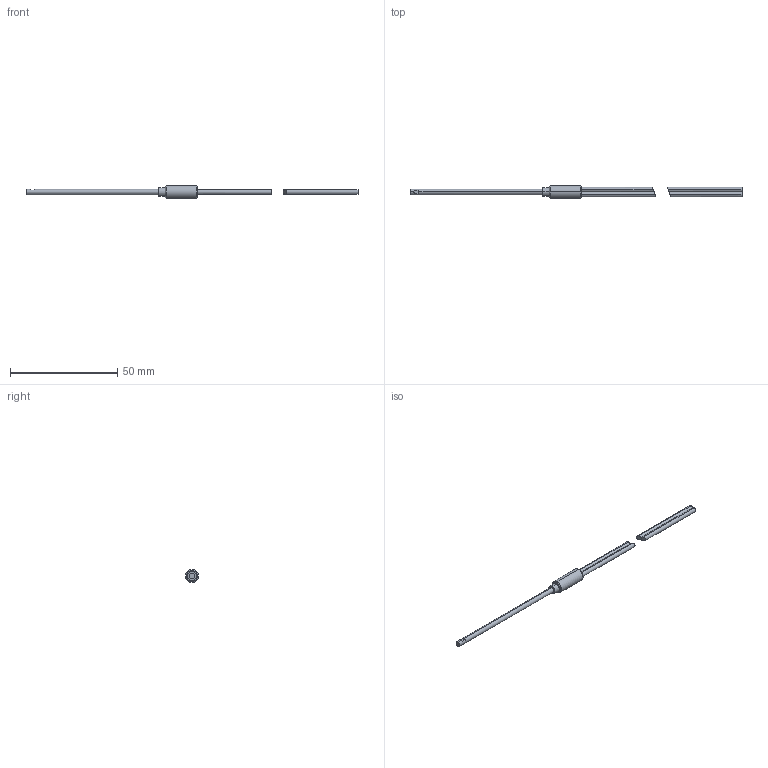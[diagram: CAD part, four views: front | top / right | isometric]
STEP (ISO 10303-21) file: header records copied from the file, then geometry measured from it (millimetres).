
FILE_DESCRIPTION (( 'STEP AP214' ), '1' );
FILE_NAME ('OPT2058.STEP', '2016-02-24T14:35:14', ( '' ), ( '' ), 'SwSTEP 2.0', 'SolidWorks 2014', '' );
FILE_SCHEMA (( 'AUTOMOTIVE_DESIGN' ));
Length unit declared in the file: inch
Products named in the file (3): OPT2058; 1; 2
Assembly tree (2 placements, depth 2):
  OPT2058
    1
    2
Bounding box: 155 x 6 x 6 mm (x, y, z)
Volume: 1279 mm3; surface area: 1770.4 mm2
Topology: 2 solids, 2 shells, 32 faces, 71 edges, 46 vertices
Faces by surface type: cylinder 18, plane 10, cone 4
Entity records: 1015 total; most frequent: CARTESIAN_POINT 202, DIRECTION 157, ORIENTED_EDGE 142, EDGE_CURVE 71, AXIS2_PLACEMENT_3D 65, VERTEX_POINT 46, EDGE_LOOP 35, ADVANCED_FACE 32
